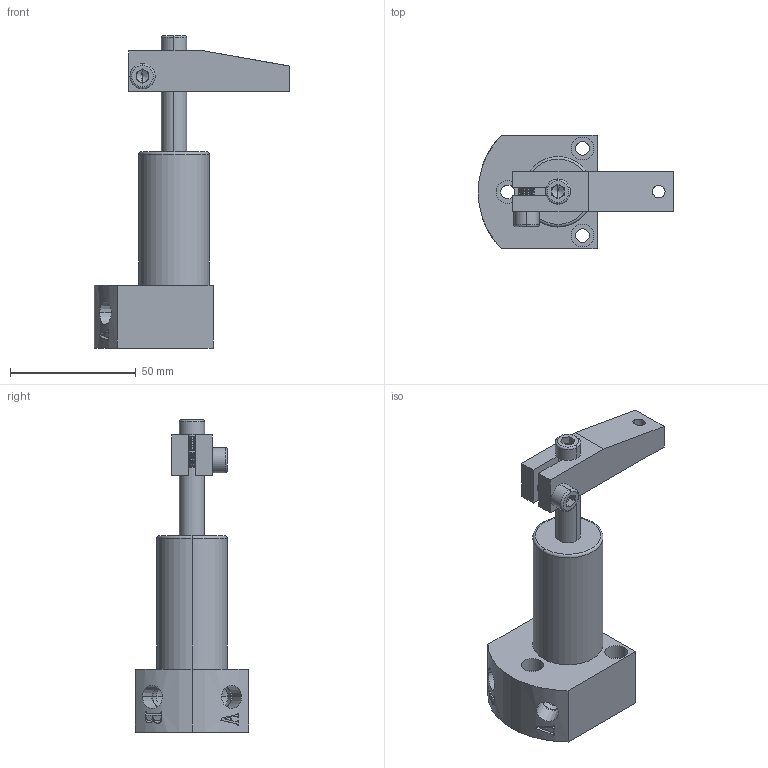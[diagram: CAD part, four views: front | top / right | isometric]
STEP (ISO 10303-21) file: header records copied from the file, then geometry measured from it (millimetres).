
FILE_DESCRIPTION (( 'STEP AP203' ), '1' );
FILE_NAME ('030-22.STEP', '2019-10-15T11:23:17', ( '微软用户' ), ( '微软中国' ), 'SwSTEP 2.0', 'SolidWorks 2012', '' );
FILE_SCHEMA (( 'CONFIG_CONTROL_DESIGN' ));
Length unit declared in the file: millimetre
Products named in the file (5): 030-22; hexagon socket head cap screws gb(GB_FASTENER_SCREWS_HSHCS M6X12-S); 030-22揤旋; 030-22活塞杆; 030-22掛极
Assembly tree (5 placements, depth 2):
  030-22
    030-22掛极
    030-22活塞杆
    030-22揤旋
    hexagon socket head cap screws gb(GB_FASTENER_SCREWS_HSHCS M6X12-S)  x2
Bounding box: 77.7 x 45 x 124 mm (x, y, z)
Volume: 91199.7 mm3; surface area: 30121.3 mm2
Topology: 5 solids, 5 shells, 408 faces, 903 edges, 519 vertices
Faces by surface type: cone 162, cylinder 129, plane 95, bspline 16, torus 6
Entity records: 9217 total; most frequent: CARTESIAN_POINT 2403, DIRECTION 1355, ORIENTED_EDGE 1262, EDGE_CURVE 631, AXIS2_PLACEMENT_3D 512, VERTEX_POINT 380, VECTOR 331, LINE 331
